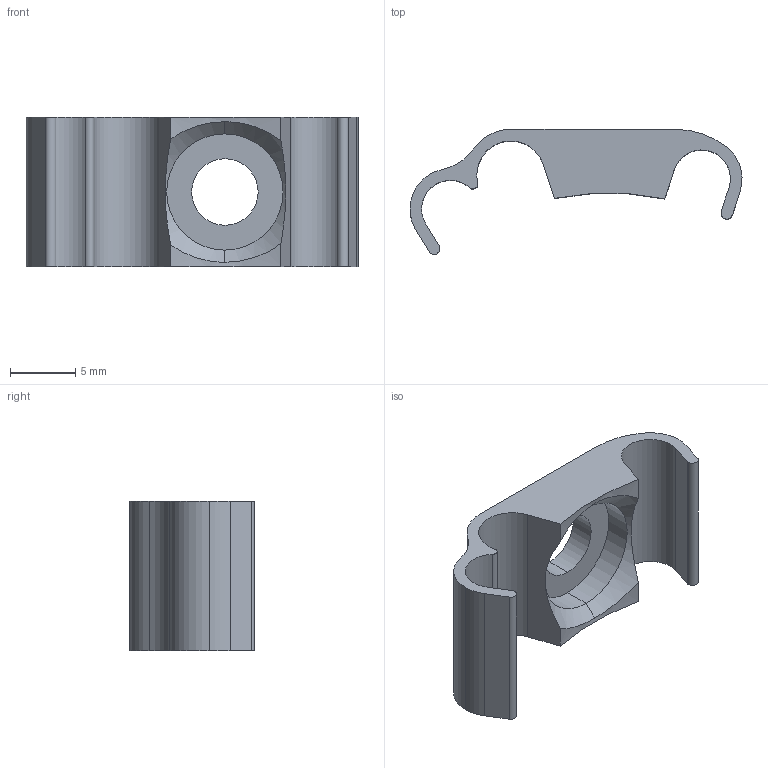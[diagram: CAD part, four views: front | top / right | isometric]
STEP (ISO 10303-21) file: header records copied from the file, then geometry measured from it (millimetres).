
FILE_DESCRIPTION (( 'STEP AP214' ), '1' );
FILE_NAME ('CC4311.STEP', '2015-12-22T16:09:21', ( 'JeffCAD' ), ( 'Microsoft' ), 'SwSTEP 2.0', 'SolidWorks 2015', '' );
FILE_SCHEMA (( 'AUTOMOTIVE_DESIGN' ));
Length unit declared in the file: inch
Products named in the file (1): CC4311
Bounding box: 25.38 x 9.56 x 11.43 mm (x, y, z)
Volume: 633.8 mm3; surface area: 1102 mm2
Topology: 1 solids, 1 shells, 33 faces, 91 edges, 60 vertices
Faces by surface type: cylinder 21, plane 10, cone 2
Entity records: 1169 total; most frequent: CARTESIAN_POINT 253, DIRECTION 193, ORIENTED_EDGE 182, EDGE_CURVE 91, AXIS2_PLACEMENT_3D 74, VERTEX_POINT 60, VECTOR 45, LINE 45
